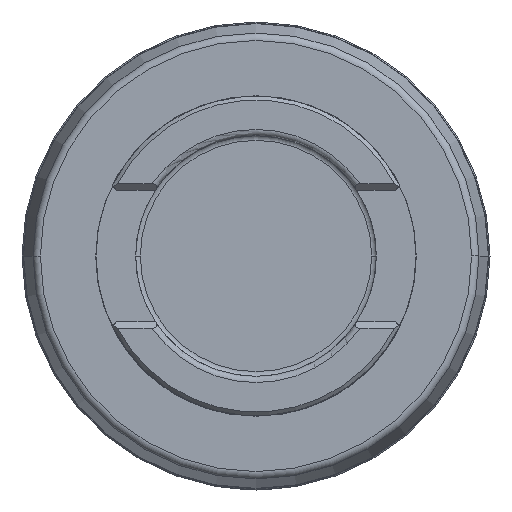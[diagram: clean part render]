
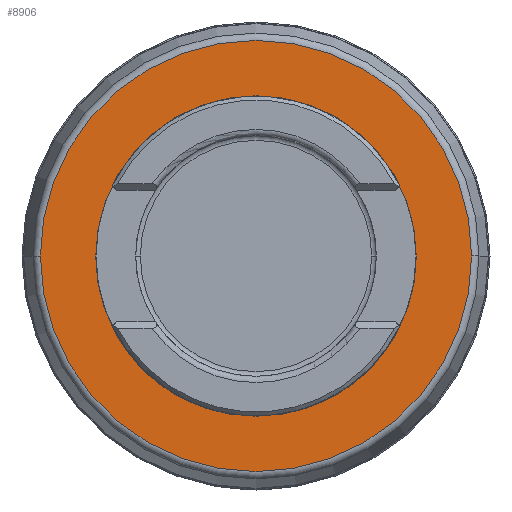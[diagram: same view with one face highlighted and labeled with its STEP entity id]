
A CAD part, front view. The second image highlights one B-rep face of the part: STEP entity #8906.
In plain terms, the highlighted planar face has unit normal (0, -1, 0).
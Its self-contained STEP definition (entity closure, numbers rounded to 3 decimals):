
#2990=CARTESIAN_POINT('',(0.,-13.5,0.));
#2991=DIRECTION('',(0.,1.,0.));
#2992=DIRECTION('',(-1.,0.,0.));
#2993=AXIS2_PLACEMENT_3D('',#2990,#2991,#2992);
#3005=CARTESIAN_POINT('',(0.,-13.5,0.));
#3006=DIRECTION('',(0.,1.,0.));
#3007=DIRECTION('',(1.,0.,0.));
#3008=AXIS2_PLACEMENT_3D('',#3005,#3006,#3007);
#3015=CARTESIAN_POINT('',(0.,-13.5,0.));
#3016=DIRECTION('',(0.,-1.,0.));
#3017=DIRECTION('',(1.,0.,0.));
#3018=AXIS2_PLACEMENT_3D('',#3015,#3016,#3017);
#3020=CARTESIAN_POINT('',(0.,-13.5,0.));
#3021=DIRECTION('',(0.,1.,0.));
#3022=DIRECTION('',(1.,0.,0.));
#3023=AXIS2_PLACEMENT_3D('',#3020,#3021,#3022);
#4925=CARTESIAN_POINT('',(-27.779,-13.5,0.));
#4926=CARTESIAN_POINT('',(27.779,-13.5,0.));
#4927=VERTEX_POINT('',#4925);
#4928=VERTEX_POINT('',#4926);
#4995=CARTESIAN_POINT('',(20.65,-13.5,0.));
#4996=CARTESIAN_POINT('',(-20.65,-13.5,0.));
#4997=VERTEX_POINT('',#4995);
#4998=VERTEX_POINT('',#4996);
#8891=CARTESIAN_POINT('',(0.,-13.5,0.));
#8892=DIRECTION('',(0.,-1.,0.));
#8893=DIRECTION('',(-1.,0.,0.));
#8894=AXIS2_PLACEMENT_3D('',#8891,#8892,#8893);
#8895=PLANE('',#8894);
#8896=ORIENTED_EDGE('',*,*,#8871,.T.);
#8897=ORIENTED_EDGE('',*,*,#8885,.T.);
#8898=EDGE_LOOP('',(#8896,#8897));
#8899=FACE_OUTER_BOUND('',#8898,.F.);
#8901=ORIENTED_EDGE('',*,*,#8900,.T.);
#8903=ORIENTED_EDGE('',*,*,#8902,.F.);
#8904=EDGE_LOOP('',(#8901,#8903));
#8905=FACE_BOUND('',#8904,.F.);
#8906=ADVANCED_FACE('',(#8899,#8905),#8895,.T.);
#2994=CIRCLE('',#2993,27.779);
#3009=CIRCLE('',#3008,27.779);
#3019=CIRCLE('',#3018,20.65);
#3024=CIRCLE('',#3023,20.65);
#8871=EDGE_CURVE('',#4927,#4928,#2994,.T.);
#8885=EDGE_CURVE('',#4928,#4927,#3009,.T.);
#8900=EDGE_CURVE('',#4997,#4998,#3019,.T.);
#8902=EDGE_CURVE('',#4997,#4998,#3024,.T.);
